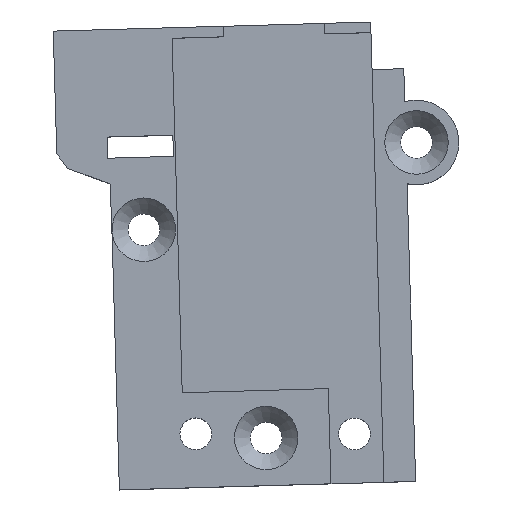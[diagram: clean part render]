
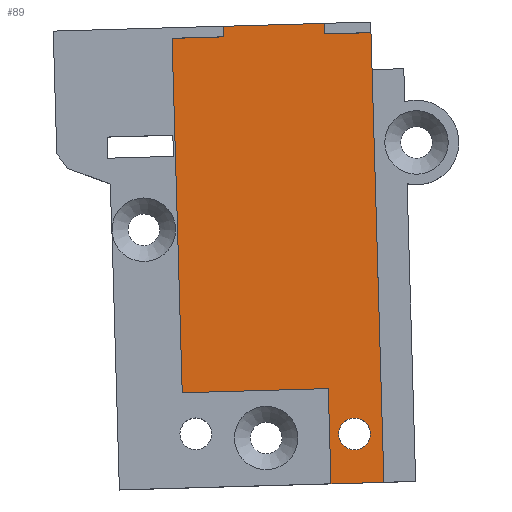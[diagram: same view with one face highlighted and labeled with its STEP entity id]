
A CAD part, top view. The second image highlights one B-rep face of the part: STEP entity #89.
In plain terms, the highlighted planar face has unit normal (0, 0, 1).
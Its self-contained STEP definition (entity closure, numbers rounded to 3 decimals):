
#89=ADVANCED_FACE('',(#395,#397),#399,.T.);
#395=FACE_BOUND('',#396,.T.);
#396=EDGE_LOOP('',(#844,#845,#846,#847,#848,#849,#850,#851,#852,#853,#854,#855,#856));
#397=FACE_BOUND('',#398,.T.);
#398=EDGE_LOOP('',(#857));
#399=PLANE('',#400);
#400=AXIS2_PLACEMENT_3D('',#401,#402,#403);
#401=CARTESIAN_POINT('',(0.,0.,8.3));
#402=DIRECTION('',(0.,0.,1.));
#403=DIRECTION('',(-1.,0.,0.));
#844=ORIENTED_EDGE('',*,*,#1146,.F.);
#845=ORIENTED_EDGE('',*,*,#1147,.F.);
#846=ORIENTED_EDGE('',*,*,#1148,.T.);
#847=ORIENTED_EDGE('',*,*,#1149,.T.);
#848=ORIENTED_EDGE('',*,*,#1150,.T.);
#849=ORIENTED_EDGE('',*,*,#1053,.F.);
#850=ORIENTED_EDGE('',*,*,#1145,.T.);
#851=ORIENTED_EDGE('',*,*,#1128,.F.);
#852=ORIENTED_EDGE('',*,*,#1081,.F.);
#853=ORIENTED_EDGE('',*,*,#1151,.F.);
#854=ORIENTED_EDGE('',*,*,#1152,.F.);
#855=ORIENTED_EDGE('',*,*,#1153,.F.);
#856=ORIENTED_EDGE('',*,*,#1077,.F.);
#857=ORIENTED_EDGE('',*,*,#1139,.T.);
#1053=EDGE_CURVE('',#1280,#1282,#1283,.T.);
#1077=EDGE_CURVE('',#1322,#1324,#1325,.T.);
#1081=EDGE_CURVE('',#1330,#1332,#1333,.T.);
#1128=EDGE_CURVE('',#1332,#1406,#1407,.T.);
#1139=EDGE_CURVE('',#1423,#1423,#1424,.T.);
#1145=EDGE_CURVE('',#1280,#1406,#1434,.T.);
#1146=EDGE_CURVE('',#1435,#1322,#1436,.T.);
#1147=EDGE_CURVE('',#1437,#1435,#1438,.T.);
#1148=EDGE_CURVE('',#1437,#1439,#1440,.T.);
#1149=EDGE_CURVE('',#1439,#1441,#1442,.T.);
#1150=EDGE_CURVE('',#1441,#1282,#1443,.T.);
#1151=EDGE_CURVE('',#1444,#1330,#1445,.T.);
#1152=EDGE_CURVE('',#1446,#1444,#1447,.T.);
#1153=EDGE_CURVE('',#1324,#1446,#1448,.T.);
#1280=VERTEX_POINT('',#1683);
#1282=VERTEX_POINT('',#1687);
#1283=LINE('',#1688,#1689);
#1322=VERTEX_POINT('',#1773);
#1324=VERTEX_POINT('',#1777);
#1325=LINE('',#1778,#1779);
#1330=VERTEX_POINT('',#1789);
#1332=VERTEX_POINT('',#1793);
#1333=LINE('',#1794,#1795);
#1406=VERTEX_POINT('',#1967);
#1407=LINE('',#1968,#1969);
#1423=VERTEX_POINT('',#2008);
#1424=CIRCLE('',#2009,1.5);
#1434=LINE('',#2036,#2037);
#1435=VERTEX_POINT('',#2039);
#1436=LINE('',#2040,#2041);
#1437=VERTEX_POINT('',#2043);
#1438=LINE('',#2044,#2045);
#1439=VERTEX_POINT('',#2047);
#1440=LINE('',#2048,#2049);
#1441=VERTEX_POINT('',#2051);
#1442=LINE('',#2052,#2053);
#1443=LINE('',#2055,#2056);
#1444=VERTEX_POINT('',#2058);
#1445=LINE('',#2059,#2060);
#1446=VERTEX_POINT('',#2062);
#1447=LINE('',#2063,#2064);
#1448=LINE('',#2066,#2067);
#1683=CARTESIAN_POINT('',(-16.631,-4.532,8.3));
#1687=CARTESIAN_POINT('',(-21.629,-4.675,8.3));
#1688=CARTESIAN_POINT('',(-16.631,-4.532,8.3));
#1689=VECTOR('',#1690,1.);
#1690=DIRECTION('',(-1.,-0.029,0.));
#1773=CARTESIAN_POINT('',(-31.774,38.551,8.3));
#1777=CARTESIAN_POINT('',(-22.281,38.824,8.3));
#1778=CARTESIAN_POINT('',(-31.774,38.551,8.3));
#1779=VECTOR('',#1780,1.);
#1780=DIRECTION('',(1.,0.029,0.));
#1789=CARTESIAN_POINT('',(-17.891,38.95,8.3));
#1793=CARTESIAN_POINT('',(-17.88,38.95,8.3));
#1794=CARTESIAN_POINT('',(-17.891,38.95,8.3));
#1795=VECTOR('',#1796,1.);
#1796=DIRECTION('',(1.,0.029,0.));
#1967=CARTESIAN_POINT('',(-17.751,34.452,8.3));
#1968=CARTESIAN_POINT('',(-17.88,38.95,8.3));
#1969=VECTOR('',#1970,1.);
#1970=DIRECTION('',(0.029,-1.,0.));
#2008=CARTESIAN_POINT('',(-19.4,-1.457,8.3));
#2009=AXIS2_PLACEMENT_3D('',#2010,#2011,#2012);
#2010=CARTESIAN_POINT('',(-19.4,0.043,8.3));
#2011=DIRECTION('',(0.,0.,-1.));
#2012=DIRECTION('',(0.,-1.,0.));
#2036=CARTESIAN_POINT('',(-16.631,-4.532,8.3));
#2037=VECTOR('',#2038,1.);
#2038=DIRECTION('',(-0.029,1.,0.));
#2039=CARTESIAN_POINT('',(-31.745,37.552,8.3));
#2040=CARTESIAN_POINT('',(-31.745,37.552,8.3));
#2041=VECTOR('',#2042,1.);
#2042=DIRECTION('',(-0.029,1.,0.));
#2043=CARTESIAN_POINT('',(-36.643,37.411,8.3));
#2044=CARTESIAN_POINT('',(-36.643,37.411,8.3));
#2045=VECTOR('',#2046,1.);
#2046=DIRECTION('',(1.,0.029,0.));
#2047=CARTESIAN_POINT('',(-35.682,3.925,8.3));
#2048=CARTESIAN_POINT('',(-36.643,37.411,8.3));
#2049=VECTOR('',#2050,1.);
#2050=DIRECTION('',(0.029,-1.,0.));
#2051=CARTESIAN_POINT('',(-21.887,4.321,8.3));
#2052=CARTESIAN_POINT('',(-35.682,3.925,8.3));
#2053=VECTOR('',#2054,1.);
#2054=DIRECTION('',(1.,0.029,0.));
#2055=CARTESIAN_POINT('',(-21.887,4.321,8.3));
#2056=VECTOR('',#2057,1.);
#2057=DIRECTION('',(0.029,-1.,0.));
#2058=CARTESIAN_POINT('',(-17.863,37.95,8.3));
#2059=CARTESIAN_POINT('',(-17.863,37.95,8.3));
#2060=VECTOR('',#2061,1.);
#2061=DIRECTION('',(-0.029,1.,0.));
#2062=CARTESIAN_POINT('',(-22.261,37.824,8.3));
#2063=CARTESIAN_POINT('',(-22.261,37.824,8.3));
#2064=VECTOR('',#2065,1.);
#2065=DIRECTION('',(1.,0.029,0.));
#2066=CARTESIAN_POINT('',(-22.281,38.824,8.3));
#2067=VECTOR('',#2068,1.);
#2068=DIRECTION('',(0.02,-1.,0.));
